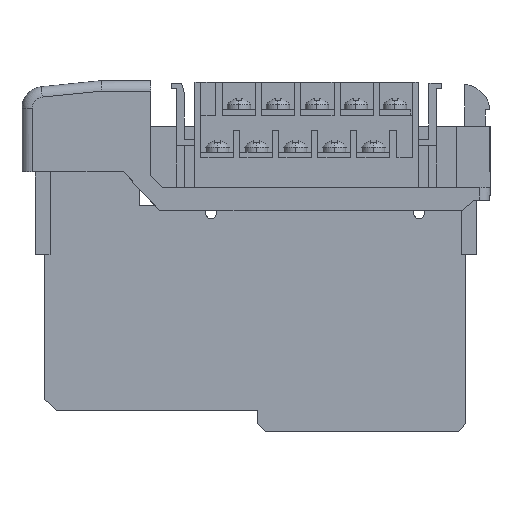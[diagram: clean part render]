
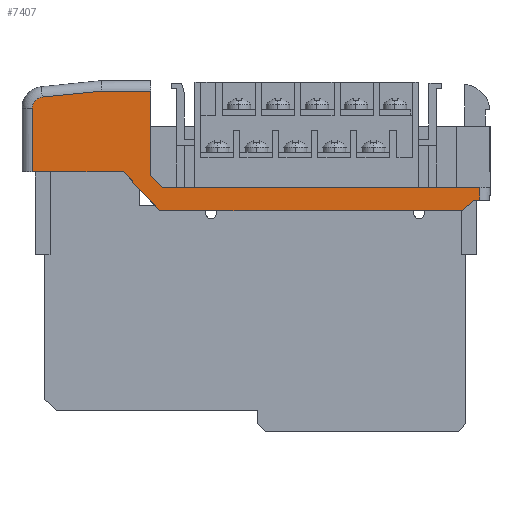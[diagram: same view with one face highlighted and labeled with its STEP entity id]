
A CAD part, left-side view. The second image highlights one B-rep face of the part: STEP entity #7407.
In plain terms, the highlighted planar face has unit normal (-1, 0, 0).
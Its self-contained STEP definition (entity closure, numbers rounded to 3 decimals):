
#7096 = EDGE_CURVE ( 'NONE', #7097, #7098, #26702, .T. ) ;
#7097 = VERTEX_POINT ( 'NONE', #26698 ) ;
#7098 = VERTEX_POINT ( 'NONE', #26697 ) ;
#7313 = VERTEX_POINT ( 'NONE', #27194 ) ;
#7315 = EDGE_CURVE ( 'NONE', #7316, #7313, #27193, .T. ) ;
#7316 = VERTEX_POINT ( 'NONE', #27189 ) ;
#7351 = EDGE_CURVE ( 'NONE', #7352, #7366, #27321, .T. ) ;
#7352 = VERTEX_POINT ( 'NONE', #27317 ) ;
#7365 = EDGE_CURVE ( 'NONE', #7366, #7383, #27300, .T. ) ;
#7366 = VERTEX_POINT ( 'NONE', #27296 ) ;
#7382 = EDGE_CURVE ( 'NONE', #7383, #7316, #27371, .T. ) ;
#7383 = VERTEX_POINT ( 'NONE', #27367 ) ;
#7392 = ORIENTED_EDGE ( 'NONE', *, *, #7096, .T. ) ;
#7393 = ORIENTED_EDGE ( 'NONE', *, *, #7394, .T. ) ;
#7394 = EDGE_CURVE ( 'NONE', #7098, #7395, #27427, .T. ) ;
#7395 = VERTEX_POINT ( 'NONE', #27423 ) ;
#7407 = ADVANCED_FACE ( 'NONE', ( #27454 ), #27439, .F. ) ;
#7408 = EDGE_LOOP ( 'NONE', ( #7409, #7649, #7652, #7655, #7392, #7393, #7635, #7638, #7640, #7641, #7642, #7643, #7644 ) ) ;
#7409 = ORIENTED_EDGE ( 'NONE', *, *, #7648, .T. ) ;
#7410 = VERTEX_POINT ( 'NONE', #27434 ) ;
#7413 = EDGE_CURVE ( 'NONE', #7414, #7352, #27499, .T. ) ;
#7414 = VERTEX_POINT ( 'NONE', #27495 ) ;
#7635 = ORIENTED_EDGE ( 'NONE', *, *, #7636, .T. ) ;
#7636 = EDGE_CURVE ( 'NONE', #7395, #7637, #28066, .T. ) ;
#7637 = VERTEX_POINT ( 'NONE', #28061 ) ;
#7638 = ORIENTED_EDGE ( 'NONE', *, *, #7639, .T. ) ;
#7639 = EDGE_CURVE ( 'NONE', #7637, #7414, #28059, .T. ) ;
#7640 = ORIENTED_EDGE ( 'NONE', *, *, #7413, .T. ) ;
#7641 = ORIENTED_EDGE ( 'NONE', *, *, #7351, .T. ) ;
#7642 = ORIENTED_EDGE ( 'NONE', *, *, #7365, .T. ) ;
#7643 = ORIENTED_EDGE ( 'NONE', *, *, #7382, .T. ) ;
#7644 = ORIENTED_EDGE ( 'NONE', *, *, #7315, .T. ) ;
#7648 = EDGE_CURVE ( 'NONE', #7313, #7410, #28098, .T. ) ;
#7649 = ORIENTED_EDGE ( 'NONE', *, *, #7650, .F. ) ;
#7650 = EDGE_CURVE ( 'NONE', #7651, #7410, #28094, .T. ) ;
#7651 = VERTEX_POINT ( 'NONE', #28090 ) ;
#7652 = ORIENTED_EDGE ( 'NONE', *, *, #7653, .F. ) ;
#7653 = EDGE_CURVE ( 'NONE', #7654, #7651, #28089, .T. ) ;
#7654 = VERTEX_POINT ( 'NONE', #28085 ) ;
#7655 = ORIENTED_EDGE ( 'NONE', *, *, #7656, .F. ) ;
#7656 = EDGE_CURVE ( 'NONE', #7097, #7654, #28083, .T. ) ;
#26697 = CARTESIAN_POINT ( 'NONE',  ( 0.5, 34.17, 3.114 ) ) ;
#26698 = CARTESIAN_POINT ( 'NONE',  ( 0.5, 24.723, 3.114 ) ) ;
#26699 = DIRECTION ( 'NONE',  ( 0., 1., 0. ) ) ;
#26700 = VECTOR ( 'NONE', #26699, 1000. ) ;
#26701 = CARTESIAN_POINT ( 'NONE',  ( 0.5, 34.27, 3.114 ) ) ;
#26702 = LINE ( 'NONE', #26701, #26700 ) ;
#27189 = CARTESIAN_POINT ( 'NONE',  ( 0.5, -37.408, -17.879 ) ) ;
#27190 = DIRECTION ( 'NONE',  ( 0., -1., 0. ) ) ;
#27191 = VECTOR ( 'NONE', #27190, 1000. ) ;
#27192 = CARTESIAN_POINT ( 'NONE',  ( 0.5, -37.408, -17.879 ) ) ;
#27193 = LINE ( 'NONE', #27192, #27191 ) ;
#27194 = CARTESIAN_POINT ( 'NONE',  ( 0.5, -38.527, -17.879 ) ) ;
#27296 = CARTESIAN_POINT ( 'NONE',  ( 0.5, 22.973, -19.886 ) ) ;
#27297 = DIRECTION ( 'NONE',  ( 0., -1., 0. ) ) ;
#27298 = VECTOR ( 'NONE', #27297, 1000. ) ;
#27299 = CARTESIAN_POINT ( 'NONE',  ( 0.5, 22.973, -19.886 ) ) ;
#27300 = LINE ( 'NONE', #27299, #27298 ) ;
#27317 = CARTESIAN_POINT ( 'NONE',  ( 0.5, 29.973, -12.386 ) ) ;
#27318 = DIRECTION ( 'NONE',  ( 0., -0.682, -0.731 ) ) ;
#27319 = VECTOR ( 'NONE', #27318, 1000. ) ;
#27320 = CARTESIAN_POINT ( 'NONE',  ( 0.5, 22.973, -19.886 ) ) ;
#27321 = LINE ( 'NONE', #27320, #27319 ) ;
#27367 = CARTESIAN_POINT ( 'NONE',  ( 0.5, -35.258, -19.886 ) ) ;
#27368 = DIRECTION ( 'NONE',  ( 0., -0.731, 0.682 ) ) ;
#27369 = VECTOR ( 'NONE', #27368, 1000. ) ;
#27370 = CARTESIAN_POINT ( 'NONE',  ( 0.5, -35.258, -19.886 ) ) ;
#27371 = LINE ( 'NONE', #27370, #27369 ) ;
#27423 = CARTESIAN_POINT ( 'NONE',  ( 0.5, 45.569, 1.973 ) ) ;
#27424 = DIRECTION ( 'NONE',  ( 0., 0.995, -0.1 ) ) ;
#27425 = VECTOR ( 'NONE', #27424, 1000. ) ;
#27426 = CARTESIAN_POINT ( 'NONE',  ( 0.5, 45.569, 1.973 ) ) ;
#27427 = LINE ( 'NONE', #27426, #27425 ) ;
#27434 = CARTESIAN_POINT ( 'NONE',  ( 0.5, -38.527, -15.386 ) ) ;
#27435 = DIRECTION ( 'NONE',  ( 0., 0., -1. ) ) ;
#27436 = DIRECTION ( 'NONE',  ( 1., 0., 0. ) ) ;
#27437 = CARTESIAN_POINT ( 'NONE',  ( 0.5, -35.258, -0.876 ) ) ;
#27438 = AXIS2_PLACEMENT_3D ( 'NONE', #27437, #27436, #27435 ) ;
#27439 = PLANE ( 'NONE',  #27438 ) ;
#27454 = FACE_OUTER_BOUND ( 'NONE', #7408, .T. ) ;
#27495 = CARTESIAN_POINT ( 'NONE',  ( 0.5, 47.473, -12.386 ) ) ;
#27496 = DIRECTION ( 'NONE',  ( 0., -1., 0. ) ) ;
#27497 = VECTOR ( 'NONE', #27496, 1000. ) ;
#27498 = CARTESIAN_POINT ( 'NONE',  ( 0.5, 29.973, -12.386 ) ) ;
#27499 = LINE ( 'NONE', #27498, #27497 ) ;
#28056 = DIRECTION ( 'NONE',  ( 0., 0., -1. ) ) ;
#28057 = VECTOR ( 'NONE', #28056, 1000. ) ;
#28058 = CARTESIAN_POINT ( 'NONE',  ( 0.5, 47.473, -12.386 ) ) ;
#28059 = LINE ( 'NONE', #28058, #28057 ) ;
#28061 = CARTESIAN_POINT ( 'NONE',  ( 0.5, 47.473, -0.213 ) ) ;
#28062 = DIRECTION ( 'NONE',  ( 0., 0., -1. ) ) ;
#28063 = DIRECTION ( 'NONE',  ( -1., 0., 0. ) ) ;
#28064 = CARTESIAN_POINT ( 'NONE',  ( 0.5, 45.358, -0.133 ) ) ;
#28065 = AXIS2_PLACEMENT_3D ( 'NONE', #28064, #28063, #28062 ) ;
#28066 = CIRCLE ( 'NONE', #28065, 2.116 ) ;
#28080 = DIRECTION ( 'NONE',  ( 0., 0., -1. ) ) ;
#28081 = VECTOR ( 'NONE', #28080, 1000. ) ;
#28082 = CARTESIAN_POINT ( 'NONE',  ( 0.5, 24.723, 4.364 ) ) ;
#28083 = LINE ( 'NONE', #28082, #28081 ) ;
#28085 = CARTESIAN_POINT ( 'NONE',  ( 0.5, 24.723, -13.054 ) ) ;
#28086 = DIRECTION ( 'NONE',  ( 0., -0.685, -0.729 ) ) ;
#28087 = VECTOR ( 'NONE', #28086, 1000. ) ;
#28088 = CARTESIAN_POINT ( 'NONE',  ( 0.5, 22.532, -15.386 ) ) ;
#28089 = LINE ( 'NONE', #28088, #28087 ) ;
#28090 = CARTESIAN_POINT ( 'NONE',  ( 0.5, 22.532, -15.386 ) ) ;
#28091 = DIRECTION ( 'NONE',  ( 0., -1., 0. ) ) ;
#28092 = VECTOR ( 'NONE', #28091, 1000. ) ;
#28093 = CARTESIAN_POINT ( 'NONE',  ( 0.5, 22.532, -15.386 ) ) ;
#28094 = LINE ( 'NONE', #28093, #28092 ) ;
#28095 = DIRECTION ( 'NONE',  ( 0., 0., 1. ) ) ;
#28096 = VECTOR ( 'NONE', #28095, 1000. ) ;
#28097 = CARTESIAN_POINT ( 'NONE',  ( 0.5, -38.527, -0.463 ) ) ;
#28098 = LINE ( 'NONE', #28097, #28096 ) ;
